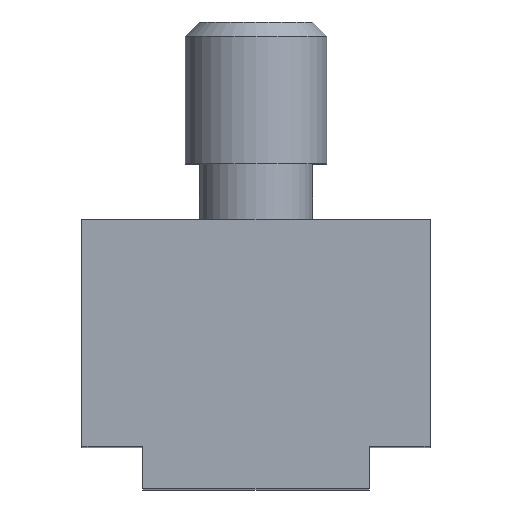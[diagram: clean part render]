
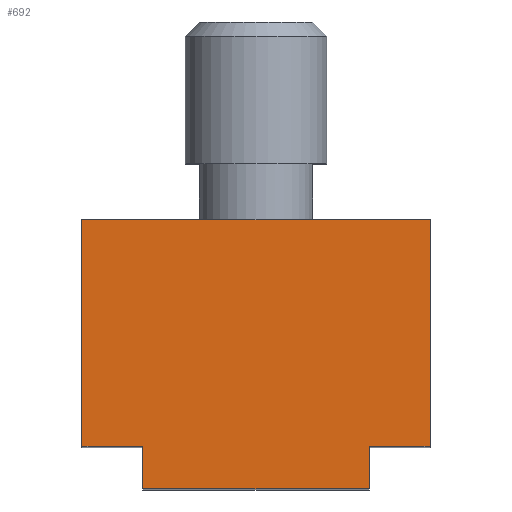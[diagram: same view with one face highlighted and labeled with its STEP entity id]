
A CAD part, top view. The second image highlights one B-rep face of the part: STEP entity #692.
In plain terms, the highlighted planar face has unit normal (0, 0, 1).
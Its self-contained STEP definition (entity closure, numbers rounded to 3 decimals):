
#63=PLANE('',#827);
#96=FACE_OUTER_BOUND('',#145,.T.);
#145=EDGE_LOOP('',(#585,#586,#587,#588,#589,#590,#591,#592));
#199=LINE('',#1323,#244);
#202=LINE('',#1328,#247);
#204=LINE('',#1332,#249);
#206=LINE('',#1336,#251);
#208=LINE('',#1340,#253);
#210=LINE('',#1344,#255);
#212=LINE('',#1348,#257);
#214=LINE('',#1351,#259);
#244=VECTOR('',#962,10.);
#247=VECTOR('',#967,10.);
#249=VECTOR('',#971,10.);
#251=VECTOR('',#975,10.);
#253=VECTOR('',#979,10.);
#255=VECTOR('',#983,10.);
#257=VECTOR('',#987,10.);
#259=VECTOR('',#991,10.);
#344=VERTEX_POINT('',#1321);
#345=VERTEX_POINT('',#1322);
#346=VERTEX_POINT('',#1327);
#347=VERTEX_POINT('',#1331);
#348=VERTEX_POINT('',#1335);
#349=VERTEX_POINT('',#1339);
#350=VERTEX_POINT('',#1343);
#351=VERTEX_POINT('',#1347);
#419=EDGE_CURVE('',#344,#345,#199,.T.);
#422=EDGE_CURVE('',#345,#346,#202,.T.);
#424=EDGE_CURVE('',#346,#347,#204,.T.);
#426=EDGE_CURVE('',#347,#348,#206,.T.);
#428=EDGE_CURVE('',#348,#349,#208,.T.);
#430=EDGE_CURVE('',#349,#350,#210,.T.);
#432=EDGE_CURVE('',#350,#351,#212,.T.);
#434=EDGE_CURVE('',#351,#344,#214,.T.);
#585=ORIENTED_EDGE('',*,*,#419,.F.);
#586=ORIENTED_EDGE('',*,*,#434,.F.);
#587=ORIENTED_EDGE('',*,*,#432,.F.);
#588=ORIENTED_EDGE('',*,*,#430,.F.);
#589=ORIENTED_EDGE('',*,*,#428,.F.);
#590=ORIENTED_EDGE('',*,*,#426,.F.);
#591=ORIENTED_EDGE('',*,*,#424,.F.);
#592=ORIENTED_EDGE('',*,*,#422,.F.);
#692=ADVANCED_FACE('',(#96),#63,.T.);
#827=AXIS2_PLACEMENT_3D('',#1352,#992,#993);
#962=DIRECTION('',(0.,-1.,0.));
#967=DIRECTION('',(-1.,0.,0.));
#971=DIRECTION('',(0.,1.,0.));
#975=DIRECTION('',(-1.,0.,0.));
#979=DIRECTION('',(0.,1.,0.));
#983=DIRECTION('',(1.,0.,0.));
#987=DIRECTION('',(0.,-1.,0.));
#991=DIRECTION('',(-1.,0.,0.));
#992=DIRECTION('center_axis',(0.,0.,1.));
#993=DIRECTION('ref_axis',(1.,0.,0.));
#1321=CARTESIAN_POINT('',(4.,1.5,12.));
#1322=CARTESIAN_POINT('',(4.,0.,12.));
#1323=CARTESIAN_POINT('',(4.,1.5,12.));
#1327=CARTESIAN_POINT('',(-4.,0.,12.));
#1328=CARTESIAN_POINT('',(4.,0.,12.));
#1331=CARTESIAN_POINT('',(-4.,1.5,12.));
#1332=CARTESIAN_POINT('',(-4.,0.,12.));
#1335=CARTESIAN_POINT('',(-6.15,1.5,12.));
#1336=CARTESIAN_POINT('',(-4.,1.5,12.));
#1339=CARTESIAN_POINT('',(-6.15,9.5,12.));
#1340=CARTESIAN_POINT('',(-6.15,1.5,12.));
#1343=CARTESIAN_POINT('',(6.15,9.5,12.));
#1344=CARTESIAN_POINT('',(-6.15,9.5,12.));
#1347=CARTESIAN_POINT('',(6.15,1.5,12.));
#1348=CARTESIAN_POINT('',(6.15,9.5,12.));
#1351=CARTESIAN_POINT('',(6.15,1.5,12.));
#1352=CARTESIAN_POINT('Origin',(0.,4.898,
12.));
